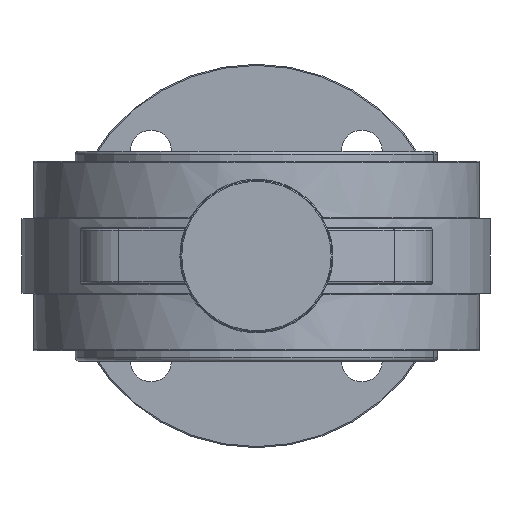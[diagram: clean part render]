
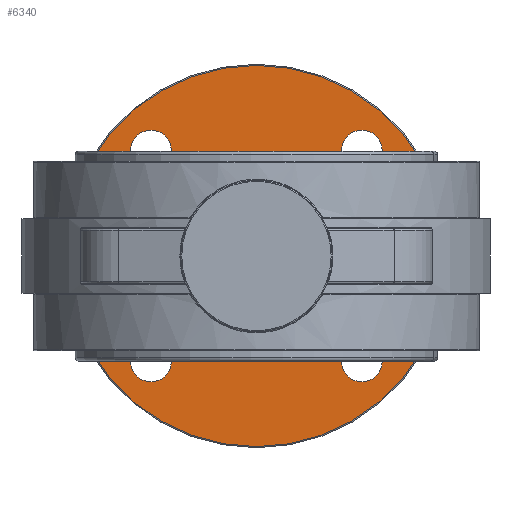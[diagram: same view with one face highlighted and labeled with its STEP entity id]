
A CAD part, front view. The second image highlights one B-rep face of the part: STEP entity #6340.
In plain terms, the highlighted planar face has unit normal (0, -1, 0).
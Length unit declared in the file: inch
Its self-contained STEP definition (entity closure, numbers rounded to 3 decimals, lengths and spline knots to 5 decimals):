
#179 = EDGE_CURVE ( 'NONE', #7643, #307, #8256, .T. ) ;
#182 = ORIENTED_EDGE ( 'NONE', *, *, #179, .F. ) ;
#307 = VERTEX_POINT ( 'NONE', #12722 ) ;
#381 = CIRCLE ( 'NONE', #6885, 0.1875 ) ;
#458 = DIRECTION ( 'NONE',  ( 0., 0., 1. ) ) ;
#527 = VERTEX_POINT ( 'NONE', #4420 ) ;
#550 = CIRCLE ( 'NONE', #8001, 1.7615 ) ;
#569 = CARTESIAN_POINT ( 'NONE',  ( 0., 6.378, -0.71 ) ) ;
#723 = CARTESIAN_POINT ( 'NONE',  ( 0., 6.378, 0. ) ) ;
#977 = CARTESIAN_POINT ( 'NONE',  ( 0.97439, 6.378, -0.97439 ) ) ;
#991 = CARTESIAN_POINT ( 'NONE',  ( 0., 6.378, 1.7615 ) ) ;
#1003 = AXIS2_PLACEMENT_3D ( 'NONE', #10263, #8121, #5176 ) ;
#1134 = AXIS2_PLACEMENT_3D ( 'NONE', #10213, #2225, #11240 ) ;
#1135 = DIRECTION ( 'NONE',  ( 0., 0., 1. ) ) ;
#1212 = CARTESIAN_POINT ( 'NONE',  ( 0.97439, 6.378, -0.97439 ) ) ;
#1236 = CARTESIAN_POINT ( 'NONE',  ( -0.97439, 6.378, -0.78689 ) ) ;
#1274 = ORIENTED_EDGE ( 'NONE', *, *, #9219, .T. ) ;
#1365 = ORIENTED_EDGE ( 'NONE', *, *, #7046, .F. ) ;
#1480 = VERTEX_POINT ( 'NONE', #5290 ) ;
#1495 = EDGE_LOOP ( 'NONE', ( #8514, #7904 ) ) ;
#1511 = DIRECTION ( 'NONE',  ( 0., -1., 0. ) ) ;
#1594 = CIRCLE ( 'NONE', #12437, 0.1875 ) ;
#1791 = EDGE_CURVE ( 'NONE', #307, #7643, #10311, .T. ) ;
#1899 = EDGE_CURVE ( 'NONE', #9658, #4256, #4061, .T. ) ;
#2006 = DIRECTION ( 'NONE',  ( 0., 0., 1. ) ) ;
#2059 = AXIS2_PLACEMENT_3D ( 'NONE', #1212, #12185, #7119 ) ;
#2093 = FACE_BOUND ( 'NONE', #9740, .T. ) ;
#2171 = DIRECTION ( 'NONE',  ( 0., 0., 1. ) ) ;
#2225 = DIRECTION ( 'NONE',  ( 0., -1., 0. ) ) ;
#2304 = CARTESIAN_POINT ( 'NONE',  ( -0.97439, 6.378, -1.16189 ) ) ;
#2328 = DIRECTION ( 'NONE',  ( 0., 0., 1. ) ) ;
#2353 = EDGE_LOOP ( 'NONE', ( #4270, #6776 ) ) ;
#2363 = DIRECTION ( 'NONE',  ( 0., -1., 0. ) ) ;
#2499 = ORIENTED_EDGE ( 'NONE', *, *, #5079, .F. ) ;
#2561 = VERTEX_POINT ( 'NONE', #569 ) ;
#2876 = AXIS2_PLACEMENT_3D ( 'NONE', #3440, #7431, #5278 ) ;
#3120 = VERTEX_POINT ( 'NONE', #10476 ) ;
#3252 = AXIS2_PLACEMENT_3D ( 'NONE', #10383, #8504, #12464 ) ;
#3440 = CARTESIAN_POINT ( 'NONE',  ( 0., 6.378, 0. ) ) ;
#3590 = VERTEX_POINT ( 'NONE', #1236 ) ;
#3630 = EDGE_CURVE ( 'NONE', #4256, #9658, #11368, .T. ) ;
#4061 = CIRCLE ( 'NONE', #7621, 0.1875 ) ;
#4156 = CARTESIAN_POINT ( 'NONE',  ( 0., 6.378, 0. ) ) ;
#4256 = VERTEX_POINT ( 'NONE', #8948 ) ;
#4270 = ORIENTED_EDGE ( 'NONE', *, *, #1899, .F. ) ;
#4401 = CARTESIAN_POINT ( 'NONE',  ( -0.97439, 6.378, -0.97439 ) ) ;
#4420 = CARTESIAN_POINT ( 'NONE',  ( 0.97439, 6.378, -1.16189 ) ) ;
#4424 = EDGE_CURVE ( 'NONE', #5954, #3590, #1594, .T. ) ;
#4610 = DIRECTION ( 'NONE',  ( 0., 0., 1. ) ) ;
#5033 = ORIENTED_EDGE ( 'NONE', *, *, #9268, .T. ) ;
#5079 = EDGE_CURVE ( 'NONE', #1480, #527, #9762, .T. ) ;
#5110 = FACE_BOUND ( 'NONE', #2353, .T. ) ;
#5176 = DIRECTION ( 'NONE',  ( 0., 0., 1. ) ) ;
#5278 = DIRECTION ( 'NONE',  ( 0., 0., 1. ) ) ;
#5290 = CARTESIAN_POINT ( 'NONE',  ( 0.97439, 6.378, -0.78689 ) ) ;
#5294 = FACE_OUTER_BOUND ( 'NONE', #1495, .T. ) ;
#5450 = EDGE_LOOP ( 'NONE', ( #1274, #5033 ) ) ;
#5566 = ORIENTED_EDGE ( 'NONE', *, *, #9153, .F. ) ;
#5902 = DIRECTION ( 'NONE',  ( 0., -1., 0. ) ) ;
#5954 = VERTEX_POINT ( 'NONE', #2304 ) ;
#6243 = AXIS2_PLACEMENT_3D ( 'NONE', #8264, #12223, #458 ) ;
#6340 = ADVANCED_FACE ( 'NONE', ( #5294, #10016, #10205, #5110, #7196, #2093 ), #7261, .F. ) ;
#6776 = ORIENTED_EDGE ( 'NONE', *, *, #3630, .F. ) ;
#6885 = AXIS2_PLACEMENT_3D ( 'NONE', #4401, #2363, #2171 ) ;
#7046 = EDGE_CURVE ( 'NONE', #527, #1480, #7705, .T. ) ;
#7119 = DIRECTION ( 'NONE',  ( 0., 0., 1. ) ) ;
#7196 = FACE_BOUND ( 'NONE', #9461, .T. ) ;
#7261 = PLANE ( 'NONE',  #1003 ) ;
#7431 = DIRECTION ( 'NONE',  ( 0., -1., 0. ) ) ;
#7621 = AXIS2_PLACEMENT_3D ( 'NONE', #8291, #8360, #2328 ) ;
#7643 = VERTEX_POINT ( 'NONE', #12075 ) ;
#7705 = CIRCLE ( 'NONE', #2059, 0.1875 ) ;
#7904 = ORIENTED_EDGE ( 'NONE', *, *, #11285, .T. ) ;
#7922 = AXIS2_PLACEMENT_3D ( 'NONE', #723, #12679, #9568 ) ;
#8001 = AXIS2_PLACEMENT_3D ( 'NONE', #4156, #11010, #1135 ) ;
#8121 = DIRECTION ( 'NONE',  ( 0., 1., 0. ) ) ;
#8131 = VERTEX_POINT ( 'NONE', #991 ) ;
#8256 = CIRCLE ( 'NONE', #1134, 0.1875 ) ;
#8264 = CARTESIAN_POINT ( 'NONE',  ( 0., 6.378, 0. ) ) ;
#8291 = CARTESIAN_POINT ( 'NONE',  ( -0.97439, 6.378, 0.97439 ) ) ;
#8314 = ORIENTED_EDGE ( 'NONE', *, *, #1791, .F. ) ;
#8360 = DIRECTION ( 'NONE',  ( 0., -1., 0. ) ) ;
#8504 = DIRECTION ( 'NONE',  ( 0., -1., 0. ) ) ;
#8514 = ORIENTED_EDGE ( 'NONE', *, *, #12569, .T. ) ;
#8850 = DIRECTION ( 'NONE',  ( 0., 0., 1. ) ) ;
#8948 = CARTESIAN_POINT ( 'NONE',  ( -0.97439, 6.378, 0.78689 ) ) ;
#9080 = DIRECTION ( 'NONE',  ( 0., -1., 0. ) ) ;
#9136 = CIRCLE ( 'NONE', #2876, 1.7615 ) ;
#9153 = EDGE_CURVE ( 'NONE', #3590, #5954, #381, .T. ) ;
#9219 = EDGE_CURVE ( 'NONE', #3120, #2561, #11866, .T. ) ;
#9268 = EDGE_CURVE ( 'NONE', #2561, #3120, #10626, .T. ) ;
#9374 = CARTESIAN_POINT ( 'NONE',  ( -0.97439, 6.378, -0.97439 ) ) ;
#9461 = EDGE_LOOP ( 'NONE', ( #5566, #10518 ) ) ;
#9568 = DIRECTION ( 'NONE',  ( 0., 0., 1. ) ) ;
#9658 = VERTEX_POINT ( 'NONE', #10892 ) ;
#9740 = EDGE_LOOP ( 'NONE', ( #2499, #1365 ) ) ;
#9762 = CIRCLE ( 'NONE', #12240, 0.1875 ) ;
#10016 = FACE_BOUND ( 'NONE', #5450, .T. ) ;
#10205 = FACE_BOUND ( 'NONE', #12767, .T. ) ;
#10213 = CARTESIAN_POINT ( 'NONE',  ( 0.97439, 6.378, 0.97439 ) ) ;
#10263 = CARTESIAN_POINT ( 'NONE',  ( 0., 6.378, 0. ) ) ;
#10311 = CIRCLE ( 'NONE', #11976, 0.1875 ) ;
#10383 = CARTESIAN_POINT ( 'NONE',  ( -0.97439, 6.378, 0.97439 ) ) ;
#10476 = CARTESIAN_POINT ( 'NONE',  ( 0., 6.378, 0.71 ) ) ;
#10518 = ORIENTED_EDGE ( 'NONE', *, *, #4424, .F. ) ;
#10626 = CIRCLE ( 'NONE', #7922, 0.71 ) ;
#10892 = CARTESIAN_POINT ( 'NONE',  ( -0.97439, 6.378, 1.16189 ) ) ;
#10959 = CARTESIAN_POINT ( 'NONE',  ( 0.97439, 6.378, 0.97439 ) ) ;
#11010 = DIRECTION ( 'NONE',  ( 0., -1., 0. ) ) ;
#11240 = DIRECTION ( 'NONE',  ( 0., 0., 1. ) ) ;
#11285 = EDGE_CURVE ( 'NONE', #12916, #8131, #9136, .T. ) ;
#11306 = CARTESIAN_POINT ( 'NONE',  ( 0., 6.378, -1.7615 ) ) ;
#11368 = CIRCLE ( 'NONE', #3252, 0.1875 ) ;
#11866 = CIRCLE ( 'NONE', #6243, 0.71 ) ;
#11976 = AXIS2_PLACEMENT_3D ( 'NONE', #10959, #9080, #2006 ) ;
#12075 = CARTESIAN_POINT ( 'NONE',  ( 0.97439, 6.378, 0.78689 ) ) ;
#12185 = DIRECTION ( 'NONE',  ( 0., -1., 0. ) ) ;
#12223 = DIRECTION ( 'NONE',  ( 0., 1., 0. ) ) ;
#12240 = AXIS2_PLACEMENT_3D ( 'NONE', #977, #5902, #8850 ) ;
#12437 = AXIS2_PLACEMENT_3D ( 'NONE', #9374, #1511, #4610 ) ;
#12464 = DIRECTION ( 'NONE',  ( 0., 0., 1. ) ) ;
#12569 = EDGE_CURVE ( 'NONE', #8131, #12916, #550, .T. ) ;
#12679 = DIRECTION ( 'NONE',  ( 0., 1., 0. ) ) ;
#12722 = CARTESIAN_POINT ( 'NONE',  ( 0.97439, 6.378, 1.16189 ) ) ;
#12767 = EDGE_LOOP ( 'NONE', ( #8314, #182 ) ) ;
#12916 = VERTEX_POINT ( 'NONE', #11306 ) ;
